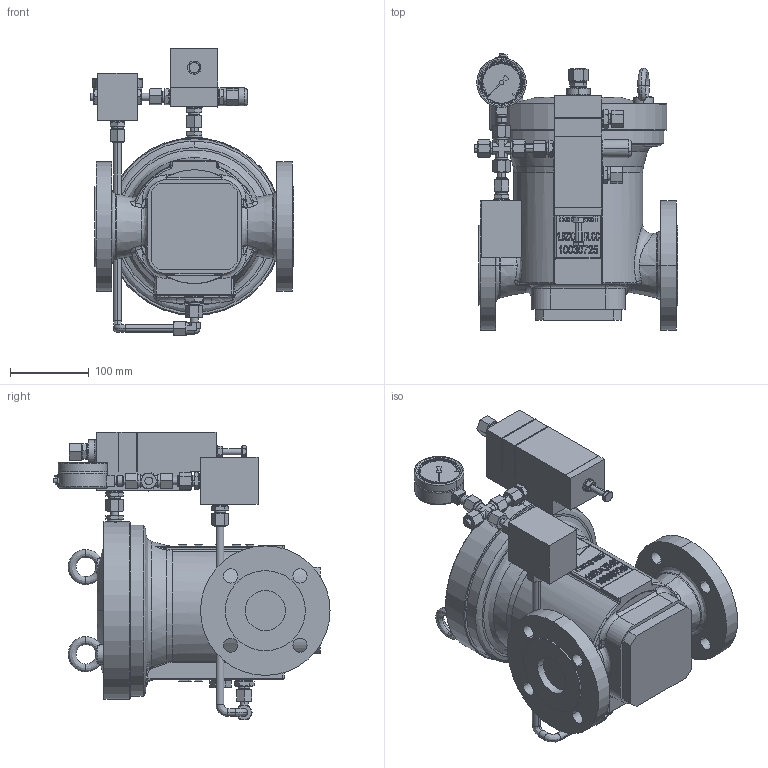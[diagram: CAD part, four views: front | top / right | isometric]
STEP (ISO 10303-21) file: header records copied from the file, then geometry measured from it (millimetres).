
FILE_DESCRIPTION (( 'STEP AP214' ), '1' );
FILE_NAME ('HON402_DN50_PN16-40_HON630-1_LR.STEP', '2020-04-03T09:12:03', ( '' ), ( '' ), 'SwSTEP 2.0', 'SolidWorks 2017', '' );
FILE_SCHEMA (( 'AUTOMOTIVE_DESIGN' ));
Length unit declared in the file: millimetre
Products named in the file (1): HON402_DN50_PN16-40_HON630-1_LR
Bounding box: 259.76 x 351.7 x 366.67 mm (x, y, z)
Volume: 9060119.2 mm3; surface area: 485695.9 mm2
Topology: 1 solids, 1 shells, 1653 faces, 4124 edges, 2586 vertices
Faces by surface type: plane 646, bspline 458, cone 341, cylinder 208
Entity records: 88716 total; most frequent: CARTESIAN_POINT 35010, ORIENTED_EDGE 8222, DIRECTION 5875, EDGE_CURVE 4111, VERTEX_POINT 2586, AXIS2_PLACEMENT_3D 2063, EDGE_LOOP 1803, LINE 1749
